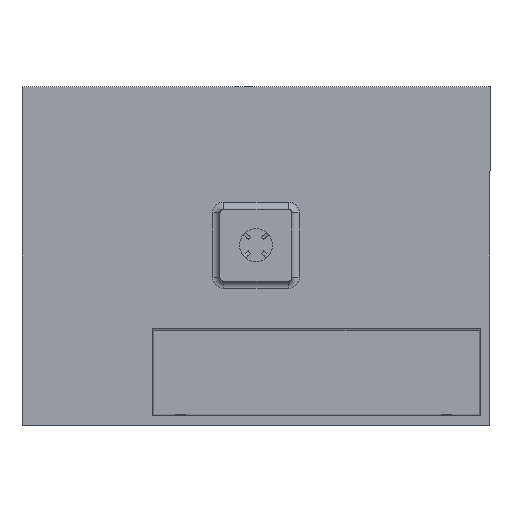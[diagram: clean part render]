
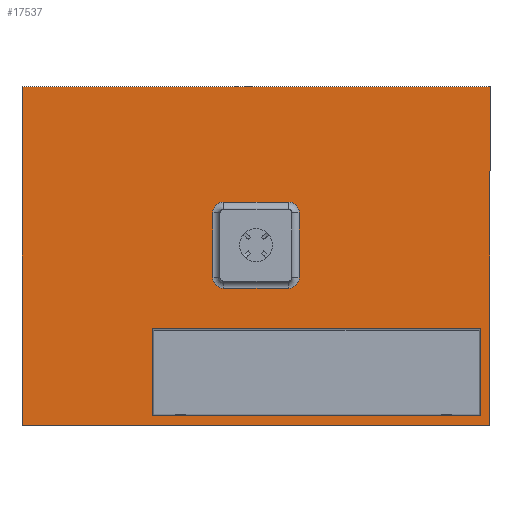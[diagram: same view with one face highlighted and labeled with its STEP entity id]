
A CAD part, front view. The second image highlights one B-rep face of the part: STEP entity #17537.
In plain terms, the highlighted planar face has unit normal (0, -1, 0).
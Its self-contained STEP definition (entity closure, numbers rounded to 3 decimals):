
#215 = ORIENTED_EDGE ( 'NONE', *, *, #9454, .T. ) ;
#330 = PLANE ( 'NONE',  #10592 ) ;
#372 = CARTESIAN_POINT ( 'NONE',  ( -325., 0., -235. ) ) ;
#376 = LINE ( 'NONE', #10276, #15900 ) ;
#601 = CARTESIAN_POINT ( 'NONE',  ( -325., 0., 235. ) ) ;
#699 = EDGE_CURVE ( 'NONE', #13984, #2158, #14981, .T. ) ;
#934 = VECTOR ( 'NONE', #16548, 1000. ) ;
#1058 = ORIENTED_EDGE ( 'NONE', *, *, #17961, .F. ) ;
#1220 = VECTOR ( 'NONE', #6194, 1000. ) ;
#1245 = VERTEX_POINT ( 'NONE', #6581 ) ;
#1308 = DIRECTION ( 'NONE',  ( 0., 0., -1. ) ) ;
#1332 = CARTESIAN_POINT ( 'NONE',  ( 312., 0., -222. ) ) ;
#1496 = CARTESIAN_POINT ( 'NONE',  ( -144., 0., -101. ) ) ;
#1568 = VERTEX_POINT ( 'NONE', #6289 ) ;
#1712 = FACE_BOUND ( 'NONE', #14349, .T. ) ;
#2158 = VERTEX_POINT ( 'NONE', #8118 ) ;
#2195 = CARTESIAN_POINT ( 'NONE',  ( -144., 0., -222. ) ) ;
#2205 = CARTESIAN_POINT ( 'NONE',  ( -325., 0., -235. ) ) ;
#2252 = CARTESIAN_POINT ( 'NONE',  ( 60., 0., -30. ) ) ;
#2253 = EDGE_CURVE ( 'NONE', #4997, #3106, #376, .T. ) ;
#2375 = ORIENTED_EDGE ( 'NONE', *, *, #17285, .F. ) ;
#2418 = DIRECTION ( 'NONE',  ( 0., 0., -1. ) ) ;
#2637 = VECTOR ( 'NONE', #12925, 1000. ) ;
#2725 = EDGE_CURVE ( 'NONE', #1568, #12872, #5971, .T. ) ;
#3106 = VERTEX_POINT ( 'NONE', #1332 ) ;
#3777 = ORIENTED_EDGE ( 'NONE', *, *, #3849, .F. ) ;
#3849 = EDGE_CURVE ( 'NONE', #3106, #13312, #11707, .T. ) ;
#3881 = VERTEX_POINT ( 'NONE', #9666 ) ;
#3965 = LINE ( 'NONE', #9543, #6498 ) ;
#3966 = CARTESIAN_POINT ( 'NONE',  ( -325., 0., 235. ) ) ;
#4086 = CARTESIAN_POINT ( 'NONE',  ( -60., 0., -30. ) ) ;
#4106 = AXIS2_PLACEMENT_3D ( 'NONE', #11376, #15493, #9904 ) ;
#4288 = DIRECTION ( 'NONE',  ( 0., 0., -1. ) ) ;
#4372 = VERTEX_POINT ( 'NONE', #1496 ) ;
#4740 = AXIS2_PLACEMENT_3D ( 'NONE', #16671, #10716, #15564 ) ;
#4891 = ORIENTED_EDGE ( 'NONE', *, *, #9137, .F. ) ;
#4996 = CARTESIAN_POINT ( 'NONE',  ( 0., 0., -45. ) ) ;
#4997 = VERTEX_POINT ( 'NONE', #2195 ) ;
#5274 = ORIENTED_EDGE ( 'NONE', *, *, #15254, .F. ) ;
#5324 = DIRECTION ( 'NONE',  ( 0., 1., 0. ) ) ;
#5906 = VECTOR ( 'NONE', #2418, 1000. ) ;
#5930 = CARTESIAN_POINT ( 'NONE',  ( 0., 0., 0. ) ) ;
#5960 = CARTESIAN_POINT ( 'NONE',  ( 325., 0., 235. ) ) ;
#5971 = LINE ( 'NONE', #372, #12657 ) ;
#6194 = DIRECTION ( 'NONE',  ( 0., 0., 1. ) ) ;
#6289 = CARTESIAN_POINT ( 'NONE',  ( 325., 0., -235. ) ) ;
#6325 = CARTESIAN_POINT ( 'NONE',  ( 0., 0., 75. ) ) ;
#6498 = VECTOR ( 'NONE', #15133, 1000. ) ;
#6581 = CARTESIAN_POINT ( 'NONE',  ( 45., 0., 75. ) ) ;
#6640 = VERTEX_POINT ( 'NONE', #14230 ) ;
#6753 = CIRCLE ( 'NONE', #17017, 15. ) ;
#6900 = VERTEX_POINT ( 'NONE', #13061 ) ;
#6949 = VERTEX_POINT ( 'NONE', #3966 ) ;
#7018 = CARTESIAN_POINT ( 'NONE',  ( 312., 0., -101. ) ) ;
#7295 = FACE_BOUND ( 'NONE', #8888, .T. ) ;
#7551 = EDGE_CURVE ( 'NONE', #15681, #13969, #17841, .T. ) ;
#7750 = ORIENTED_EDGE ( 'NONE', *, *, #2725, .F. ) ;
#7944 = VECTOR ( 'NONE', #1308, 1000. ) ;
#8118 = CARTESIAN_POINT ( 'NONE',  ( 45., 0., -45. ) ) ;
#8146 = DIRECTION ( 'NONE',  ( -1., 0., 0. ) ) ;
#8198 = VECTOR ( 'NONE', #11922, 1000. ) ;
#8236 = LINE ( 'NONE', #15197, #13758 ) ;
#8266 = LINE ( 'NONE', #13864, #7944 ) ;
#8850 = VECTOR ( 'NONE', #10574, 1000. ) ;
#8888 = EDGE_LOOP ( 'NONE', ( #12771, #12564, #17703, #12081, #11331, #215, #15537, #10671 ) ) ;
#8899 = EDGE_CURVE ( 'NONE', #13312, #4372, #8236, .T. ) ;
#8997 = EDGE_CURVE ( 'NONE', #3881, #1245, #17526, .T. ) ;
#9054 = DIRECTION ( 'NONE',  ( 1., 0., 0. ) ) ;
#9137 = EDGE_CURVE ( 'NONE', #6900, #1568, #17158, .T. ) ;
#9379 = LINE ( 'NONE', #14971, #5906 ) ;
#9454 = EDGE_CURVE ( 'NONE', #1245, #12325, #12006, .T. ) ;
#9466 = VECTOR ( 'NONE', #10324, 1000. ) ;
#9543 = CARTESIAN_POINT ( 'NONE',  ( -325., 0., 235. ) ) ;
#9666 = CARTESIAN_POINT ( 'NONE',  ( -45., 0., 75. ) ) ;
#9904 = DIRECTION ( 'NONE',  ( 0., 0., -1. ) ) ;
#9984 = CIRCLE ( 'NONE', #12337, 15. ) ;
#10276 = CARTESIAN_POINT ( 'NONE',  ( -144., 0., -222. ) ) ;
#10324 = DIRECTION ( 'NONE',  ( 0., 0., 1. ) ) ;
#10574 = DIRECTION ( 'NONE',  ( -1., 0., 0. ) ) ;
#10587 = CARTESIAN_POINT ( 'NONE',  ( -60., 0., 60. ) ) ;
#10592 = AXIS2_PLACEMENT_3D ( 'NONE', #5930, #11529, #17129 ) ;
#10671 = ORIENTED_EDGE ( 'NONE', *, *, #699, .T. ) ;
#10716 = DIRECTION ( 'NONE',  ( 0., 1., 0. ) ) ;
#10918 = DIRECTION ( 'NONE',  ( 0., 0., -1. ) ) ;
#10963 = CARTESIAN_POINT ( 'NONE',  ( -60., 0., 0. ) ) ;
#11250 = CARTESIAN_POINT ( 'NONE',  ( -45., 0., 60. ) ) ;
#11331 = ORIENTED_EDGE ( 'NONE', *, *, #8997, .T. ) ;
#11376 = CARTESIAN_POINT ( 'NONE',  ( 45., 0., 60. ) ) ;
#11529 = DIRECTION ( 'NONE',  ( 0., -1., 0. ) ) ;
#11707 = LINE ( 'NONE', #17304, #9466 ) ;
#11922 = DIRECTION ( 'NONE',  ( 1., 0., 0. ) ) ;
#12006 = CIRCLE ( 'NONE', #4106, 15. ) ;
#12081 = ORIENTED_EDGE ( 'NONE', *, *, #13363, .T. ) ;
#12152 = CARTESIAN_POINT ( 'NONE',  ( 60., 0., 60. ) ) ;
#12325 = VERTEX_POINT ( 'NONE', #12152 ) ;
#12337 = AXIS2_PLACEMENT_3D ( 'NONE', #17884, #5324, #10918 ) ;
#12564 = ORIENTED_EDGE ( 'NONE', *, *, #15064, .T. ) ;
#12657 = VECTOR ( 'NONE', #15604, 1000. ) ;
#12771 = ORIENTED_EDGE ( 'NONE', *, *, #18025, .T. ) ;
#12872 = VERTEX_POINT ( 'NONE', #2205 ) ;
#12892 = FACE_OUTER_BOUND ( 'NONE', #15195, .T. ) ;
#12925 = DIRECTION ( 'NONE',  ( 0., 0., -1. ) ) ;
#13061 = CARTESIAN_POINT ( 'NONE',  ( 325., 0., 235. ) ) ;
#13156 = LINE ( 'NONE', #601, #1220 ) ;
#13312 = VERTEX_POINT ( 'NONE', #7018 ) ;
#13363 = EDGE_CURVE ( 'NONE', #13969, #3881, #6753, .T. ) ;
#13758 = VECTOR ( 'NONE', #8146, 1000. ) ;
#13864 = CARTESIAN_POINT ( 'NONE',  ( 60., 0., 0. ) ) ;
#13969 = VERTEX_POINT ( 'NONE', #10587 ) ;
#13984 = VERTEX_POINT ( 'NONE', #2252 ) ;
#14230 = CARTESIAN_POINT ( 'NONE',  ( -45., 0., -45. ) ) ;
#14328 = EDGE_CURVE ( 'NONE', #12325, #13984, #8266, .T. ) ;
#14349 = EDGE_LOOP ( 'NONE', ( #17929, #2375, #15698, #3777 ) ) ;
#14971 = CARTESIAN_POINT ( 'NONE',  ( -144., 0., -101. ) ) ;
#14981 = CIRCLE ( 'NONE', #4740, 15. ) ;
#15064 = EDGE_CURVE ( 'NONE', #6640, #15681, #9984, .T. ) ;
#15133 = DIRECTION ( 'NONE',  ( 1., 0., 0. ) ) ;
#15195 = EDGE_LOOP ( 'NONE', ( #5274, #7750, #4891, #1058 ) ) ;
#15197 = CARTESIAN_POINT ( 'NONE',  ( -144., 0., -101. ) ) ;
#15254 = EDGE_CURVE ( 'NONE', #12872, #6949, #13156, .T. ) ;
#15493 = DIRECTION ( 'NONE',  ( 0., 1., 0. ) ) ;
#15537 = ORIENTED_EDGE ( 'NONE', *, *, #14328, .T. ) ;
#15564 = DIRECTION ( 'NONE',  ( 0., 0., -1. ) ) ;
#15604 = DIRECTION ( 'NONE',  ( -1., 0., 0. ) ) ;
#15681 = VERTEX_POINT ( 'NONE', #4086 ) ;
#15698 = ORIENTED_EDGE ( 'NONE', *, *, #8899, .F. ) ;
#15900 = VECTOR ( 'NONE', #9054, 1000. ) ;
#16548 = DIRECTION ( 'NONE',  ( 0., 0., 1. ) ) ;
#16671 = CARTESIAN_POINT ( 'NONE',  ( 45., 0., -30. ) ) ;
#16844 = DIRECTION ( 'NONE',  ( 0., 1., 0. ) ) ;
#17017 = AXIS2_PLACEMENT_3D ( 'NONE', #11250, #16844, #4288 ) ;
#17129 = DIRECTION ( 'NONE',  ( 0., 0., -1. ) ) ;
#17158 = LINE ( 'NONE', #5960, #2637 ) ;
#17285 = EDGE_CURVE ( 'NONE', #4372, #4997, #9379, .T. ) ;
#17304 = CARTESIAN_POINT ( 'NONE',  ( 312., 0., -101. ) ) ;
#17526 = LINE ( 'NONE', #6325, #8198 ) ;
#17537 = ADVANCED_FACE ( 'NONE', ( #1712, #7295, #12892 ), #330, .T. ) ;
#17564 = LINE ( 'NONE', #4996, #8850 ) ;
#17703 = ORIENTED_EDGE ( 'NONE', *, *, #7551, .T. ) ;
#17841 = LINE ( 'NONE', #10963, #934 ) ;
#17884 = CARTESIAN_POINT ( 'NONE',  ( -45., 0., -30. ) ) ;
#17929 = ORIENTED_EDGE ( 'NONE', *, *, #2253, .F. ) ;
#17961 = EDGE_CURVE ( 'NONE', #6949, #6900, #3965, .T. ) ;
#18025 = EDGE_CURVE ( 'NONE', #2158, #6640, #17564, .T. ) ;
